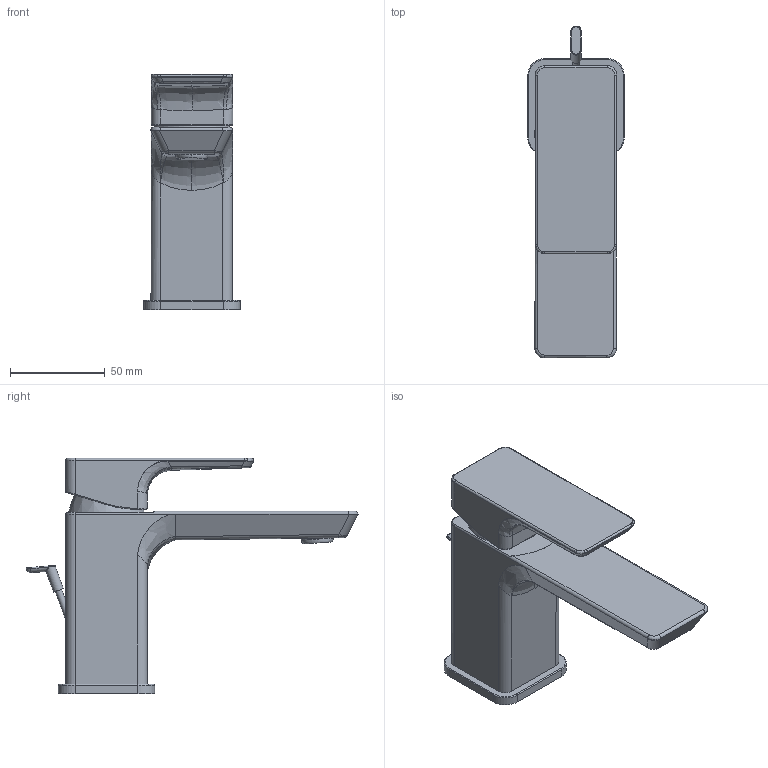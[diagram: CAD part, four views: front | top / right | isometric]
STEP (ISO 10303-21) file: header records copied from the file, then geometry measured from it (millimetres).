
FILE_DESCRIPTION(/* description */ (''),/* implementation_level */ '2;1');
FILE_NAME(/* name */ '3D_TVW112001000_Subway 3.step',/* time_stamp */ '2023-01-17T16:24:47+01:00',/* author */ (''),/* organization */ (''),/* preprocessor_version */ 'ST-DEVELOPER v19.2',/* originating_system */ 'Autodesk Translation Framework v11.17.0.187',/* authorisation */ '');
FILE_SCHEMA (('AUTOMOTIVE_DESIGN { 1 0 10303 214 3 1 1 }'));
Length unit declared in the file: millimetre
Products named in the file (7): (Nicht gespeichert); 3923; Komponente2; Komponente3; Komponente4; Auslauf7_reduziert; Komponente6
Assembly tree (6 placements, depth 2):
  (Nicht gespeichert)
    3923
    Komponente2
    Komponente3
    Komponente4
    Auslauf7_reduziert
    Komponente6
Bounding box: 51 x 175.62 x 124.55 mm (x, y, z)
Volume: 271035.6 mm3; surface area: 57976.5 mm2
Topology: 6 solids, 6 shells, 267 faces, 601 edges, 357 vertices
Faces by surface type: cylinder 95, plane 66, bspline 60, torus 31, cone 11, sphere 4
Full cylindrical faces by diameter (mm): 3.5 x1, 4.2 x1, 5 x1, 5.5 x1, 17 x1, 19.5 x1, 22 x1, 22.5 x1, 23.1 x1, 24 x1, 24.5 x1, 32 x1, 32.7 x1, 34.7 x1, 39.5 x1
Entity records: 19561 total; most frequent: CARTESIAN_POINT 13695, ORIENTED_EDGE 1196, DIRECTION 1162, EDGE_CURVE 598, AXIS2_PLACEMENT_3D 468, VERTEX_POINT 356, EDGE_LOOP 282, FACE_OUTER_BOUND 266
